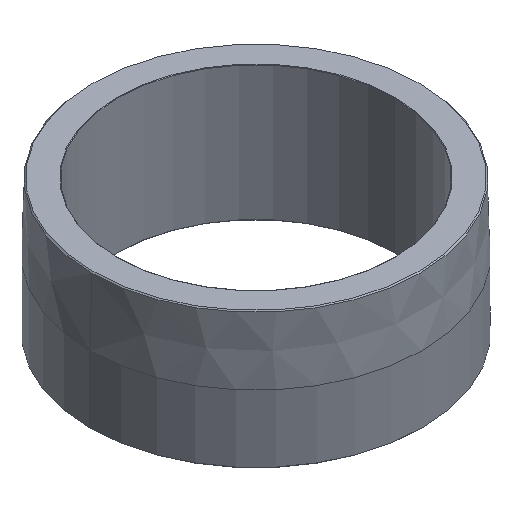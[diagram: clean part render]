
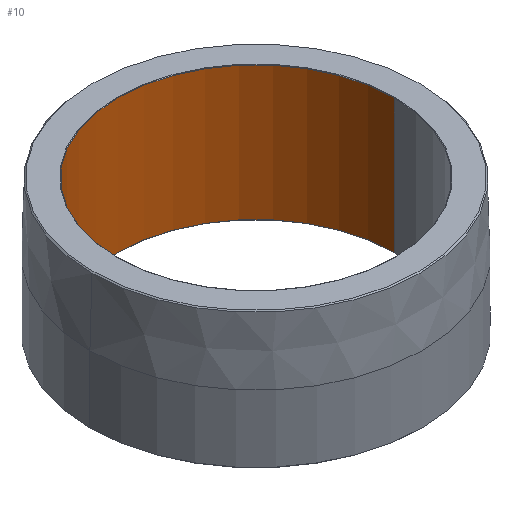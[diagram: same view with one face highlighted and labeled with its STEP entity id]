
A CAD part, isometric view. The second image highlights one B-rep face of the part: STEP entity #10.
In plain terms, the highlighted cylindrical face has radius 91.211 mm (diameter 182.423 mm), a partial arc.
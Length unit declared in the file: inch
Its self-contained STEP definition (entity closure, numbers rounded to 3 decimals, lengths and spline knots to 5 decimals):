
#4 = CIRCLE ( 'NONE', #448, 3.591 ) ;
#10 = ADVANCED_FACE ( 'NONE', ( #117 ), #112, .F. ) ;
#26 = EDGE_CURVE ( 'NONE', #245, #382, #106, .T. ) ;
#35 = AXIS2_PLACEMENT_3D ( 'NONE', #237, #164, #202 ) ;
#59 = EDGE_CURVE ( 'NONE', #214, #281, #4, .T. ) ;
#73 = ORIENTED_EDGE ( 'NONE', *, *, #26, .T. ) ;
#92 = AXIS2_PLACEMENT_3D ( 'NONE', #387, #160, #313 ) ;
#106 = CIRCLE ( 'NONE', #92, 3.591 ) ;
#112 = CYLINDRICAL_SURFACE ( 'NONE', #35, 3.591 ) ;
#117 = FACE_OUTER_BOUND ( 'NONE', #329, .T. ) ;
#123 = EDGE_CURVE ( 'NONE', #281, #245, #321, .T. ) ;
#142 = ORIENTED_EDGE ( 'NONE', *, *, #123, .T. ) ;
#160 = DIRECTION ( 'NONE',  ( 0., 0., -1. ) ) ;
#164 = DIRECTION ( 'NONE',  ( 0., 0., -1. ) ) ;
#197 = ORIENTED_EDGE ( 'NONE', *, *, #59, .T. ) ;
#202 = DIRECTION ( 'NONE',  ( -1., 0., 0. ) ) ;
#214 = VERTEX_POINT ( 'NONE', #409 ) ;
#217 = VECTOR ( 'NONE', #477, 39.37008 ) ;
#237 = CARTESIAN_POINT ( 'NONE',  ( 0., 0., 3.5 ) ) ;
#245 = VERTEX_POINT ( 'NONE', #474 ) ;
#265 = CARTESIAN_POINT ( 'NONE',  ( 3.591, 0., 0.0125 ) ) ;
#269 = EDGE_CURVE ( 'NONE', #214, #382, #445, .T. ) ;
#281 = VERTEX_POINT ( 'NONE', #403 ) ;
#308 = DIRECTION ( 'NONE',  ( 0., 0., 1. ) ) ;
#313 = DIRECTION ( 'NONE',  ( 1., 0., 0. ) ) ;
#321 = LINE ( 'NONE', #443, #217 ) ;
#329 = EDGE_LOOP ( 'NONE', ( #373, #197, #142, #73 ) ) ;
#353 = DIRECTION ( 'NONE',  ( 1., 0., 0. ) ) ;
#373 = ORIENTED_EDGE ( 'NONE', *, *, #269, .F. ) ;
#382 = VERTEX_POINT ( 'NONE', #265 ) ;
#387 = CARTESIAN_POINT ( 'NONE',  ( 0., 0., 0.0125 ) ) ;
#403 = CARTESIAN_POINT ( 'NONE',  ( -3.591, 0., 3.4875 ) ) ;
#405 = DIRECTION ( 'NONE',  ( 0., 0., -1. ) ) ;
#409 = CARTESIAN_POINT ( 'NONE',  ( 3.591, 0., 3.4875 ) ) ;
#443 = CARTESIAN_POINT ( 'NONE',  ( -3.591, 0., 3.5 ) ) ;
#445 = LINE ( 'NONE', #450, #469 ) ;
#448 = AXIS2_PLACEMENT_3D ( 'NONE', #501, #308, #353 ) ;
#450 = CARTESIAN_POINT ( 'NONE',  ( 3.591, 0., 3.5 ) ) ;
#469 = VECTOR ( 'NONE', #405, 39.37008 ) ;
#474 = CARTESIAN_POINT ( 'NONE',  ( -3.591, 0., 0.0125 ) ) ;
#477 = DIRECTION ( 'NONE',  ( 0., 0., -1. ) ) ;
#501 = CARTESIAN_POINT ( 'NONE',  ( 0., 0., 3.4875 ) ) ;
